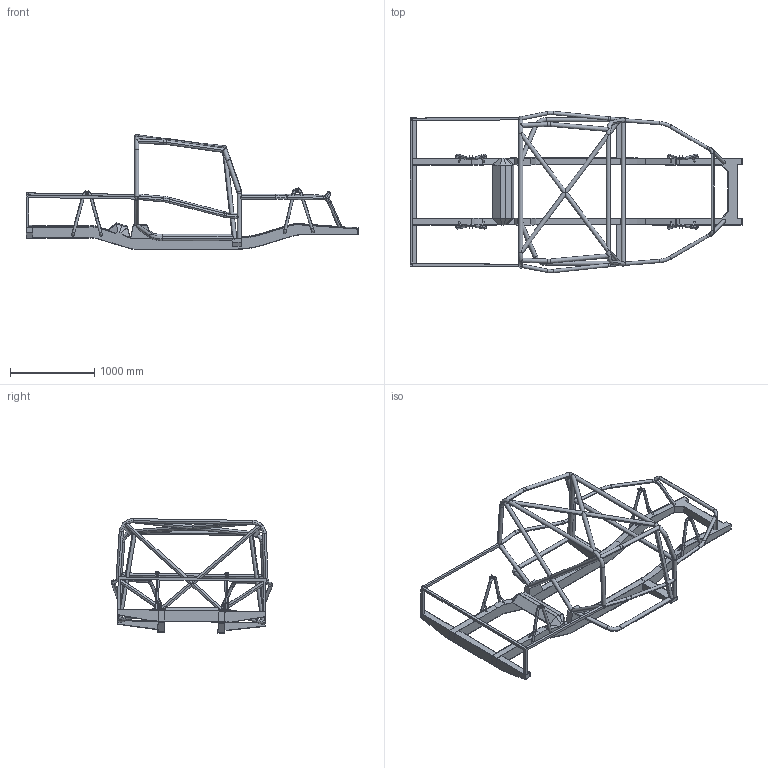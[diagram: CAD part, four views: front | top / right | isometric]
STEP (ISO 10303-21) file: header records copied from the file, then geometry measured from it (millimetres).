
FILE_DESCRIPTION(('CATIA V5 STEP Exchange'),'2;1');
FILE_NAME('Product2.2.stp','2020-05-04T14:27:23+00:00',('none'),('none'),'CATIA Version 5-6 Release 2015','CATIA V5 STEP AP203','none');
FILE_SCHEMA(('CONFIG_CONTROL_DESIGN'));
Length unit declared in the file: millimetre
Products named in the file (2): Product2.2; Product2.1
Assembly tree (5 placements, depth 3):
  Product2.2
    Product2.1
      #65
      #4780  x2
    #9402
Bounding box: 3930.14 x 1913.7 x 1357.67 mm (x, y, z)
Volume: 79907466.7 mm3; surface area: 14932621.1 mm2
Topology: 16 solids, 17 shells, 815 faces, 2053 edges, 1164 vertices
Faces by surface type: cylinder 328, plane 267, torus 80, sphere 76, bspline 64
Entity records: 17110 total; most frequent: CARTESIAN_POINT 6282, ORIENTED_EDGE 2556, DIRECTION 1648, EDGE_CURVE 1278, VERTEX_POINT 780, AXIS2_PLACEMENT_3D 690, VECTOR 612, LINE 612
